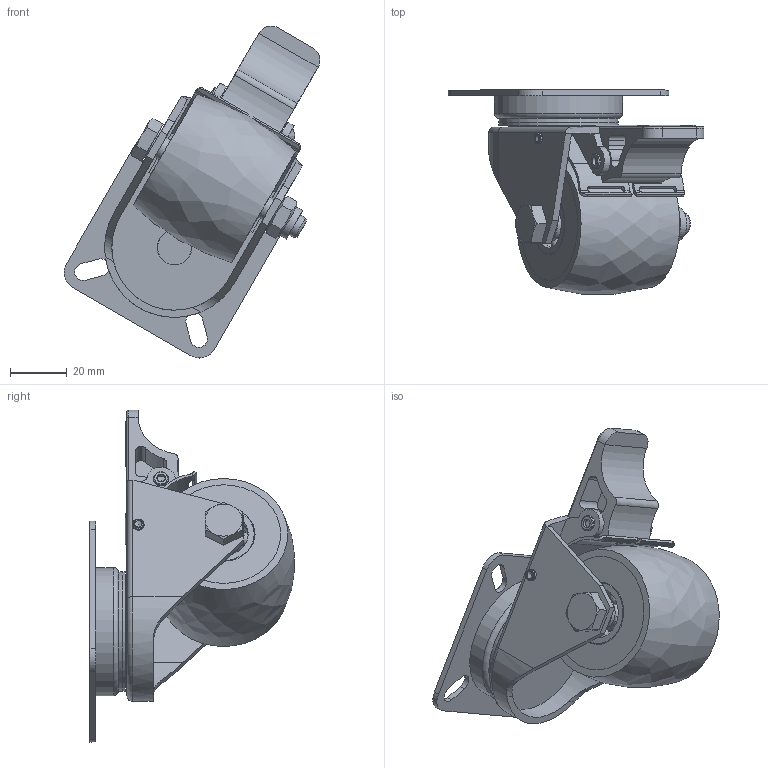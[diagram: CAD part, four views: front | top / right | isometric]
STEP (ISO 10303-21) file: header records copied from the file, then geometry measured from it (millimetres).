
FILE_DESCRIPTION(/* description */ (''),/* implementation_level */ '2;1');
FILE_NAME(/* name */ 'LMPUSS050KUPLTF.stp',/* time_stamp */ '2016-11-22T17:17:56+01:00',/* author */ ('raede'),/* organization */ (''),/* preprocessor_version */ 'ST-DEVELOPER v15.6',/* originating_system */ 'Autodesk Inventor 2015',/* authorisation */ '');
FILE_SCHEMA (('AUTOMOTIVE_DESIGN { 1 0 10303 214 3 1 1 }'));
Length unit declared in the file: millimetre
Products named in the file (10): Gehaeuse_LMPUS050KUPLTF; Rad_50x40; DIN 625 SKF - SKF 627-2RS1; DIN 931-1 - M8 x 60; DIN 985 - M8; PUS050_40_08; BREMSHEBEL; LMPUSS050KUPLTF; Platte_60x60_Langloch_39x49; LMPUSS050KUPLTF_ZSB
Bounding box: 89.88 x 71.72 x 116.62 mm (x, y, z)
Volume: 116563.3 mm3; surface area: 63759.2 mm2
Topology: 15 solids, 15 shells, 315 faces, 837 edges, 545 vertices
Faces by surface type: plane 126, cylinder 111, torus 45, cone 16, sphere 10, bspline 7
Full cylindrical faces by diameter (mm): 2.956 x1, 3 x1, 3.2 x1, 4 x5, 5.333 x1, 6.647 x1, 7 x2, 7.928 x1, 8 x1, 8.2 x3, 11.6 x2, 11.8 x4, 12 x1, 12.2 x1, 17.2 x4, 18 x1, 22 x4, 38 x1, 40 x2, 42 x2, 45 x1
Entity records: 9677 total; most frequent: CARTESIAN_POINT 2805, DIRECTION 1406, ORIENTED_EDGE 1304, EDGE_CURVE 652, AXIS2_PLACEMENT_3D 566, VERTEX_POINT 458, EDGE_LOOP 402, ADVANCED_FACE 286
